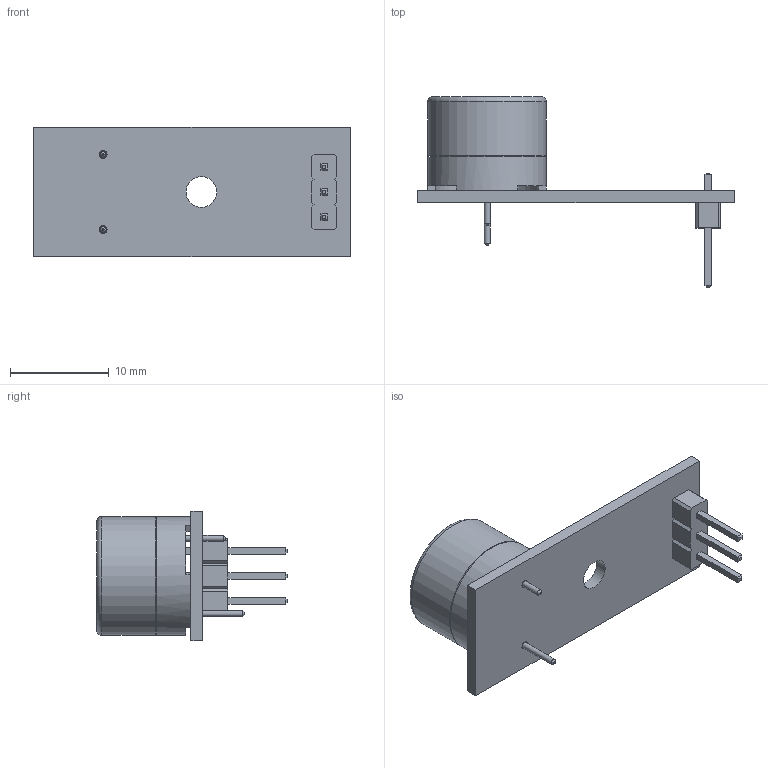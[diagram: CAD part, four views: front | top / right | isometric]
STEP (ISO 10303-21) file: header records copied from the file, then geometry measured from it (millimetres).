
FILE_DESCRIPTION(/* description */ (''),/* implementation_level */ '2;1');
FILE_NAME(/* name */ 'Buzzer Module - FC-07 v1.step',/* time_stamp */ '2021-05-21T21:33:51+02:00',/* author */ (''),/* organization */ (''),/* preprocessor_version */ 'ST-DEVELOPER v18.1',/* originating_system */ 'Autodesk Translation Framework v9.10.0.1330',/* authorisation */ '');
FILE_SCHEMA (('AUTOMOTIVE_DESIGN { 1 0 10303 214 3 1 1 }'));
Length unit declared in the file: millimetre
Products named in the file (3): Buzzer Module - FC-07; Buzzer - 7.6mm; PinHeader_1x03_P2.54mm_Vertical
Assembly tree (2 placements, depth 2):
  Buzzer Module - FC-07
    Buzzer - 7.6mm
    PinHeader_1x03_P2.54mm_Vertical
Bounding box: 32 x 19.28 x 13.1 mm (x, y, z)
Volume: 1515.6 mm3; surface area: 1869.5 mm2
Topology: 3 solids, 3 shells, 281 faces, 693 edges, 454 vertices
Faces by surface type: plane 196, bspline 60, cylinder 22, cone 2, torus 1
Full cylindrical faces by diameter (mm): 0.6 x2, 0.8 x5, 1.648 x1, 1.794 x1, 2.2 x1, 3.1 x1, 5.1 x1, 5.4 x1, 8.5 x1, 11.5 x1, 12 x2, 12.7 x1, 13 x1
Entity records: 12586 total; most frequent: CARTESIAN_POINT 5894, ORIENTED_EDGE 1386, DIRECTION 1084, EDGE_CURVE 693, LINE 516, VECTOR 516, VERTEX_POINT 454, EDGE_LOOP 329
